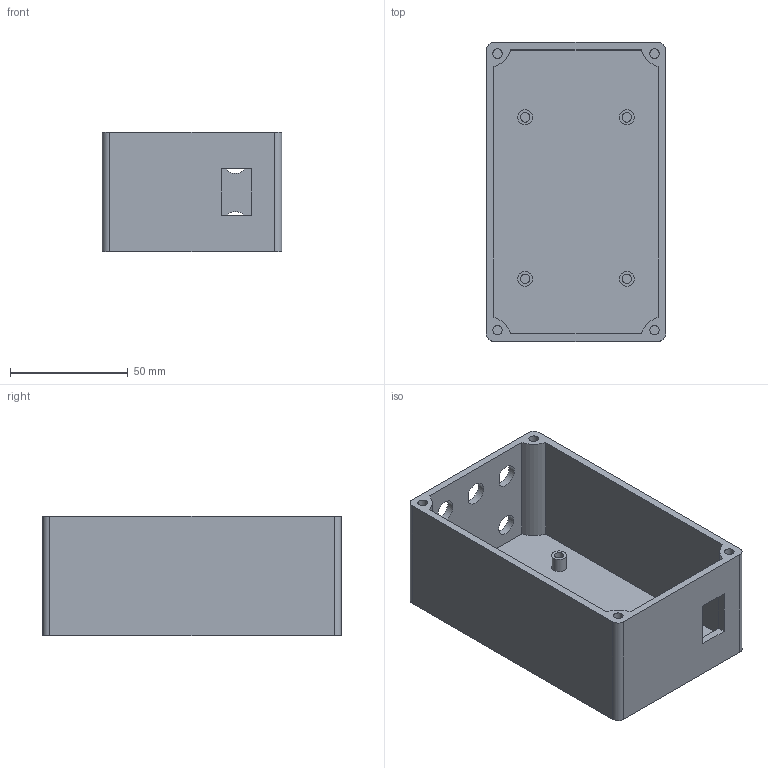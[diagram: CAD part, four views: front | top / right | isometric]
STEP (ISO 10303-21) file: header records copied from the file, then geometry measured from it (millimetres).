
FILE_DESCRIPTION(/* description */ (''),/* implementation_level */ '2;1');
FILE_NAME(/* name */ '1_Circuit.stp',/* time_stamp */ '2021-11-04T15:52:29-05:00',/* author */ ('Steve'),/* organization */ (''),/* preprocessor_version */ 'ST-DEVELOPER v18.1',/* originating_system */ 'Autodesk Inventor 2021',/* authorisation */ '');
FILE_SCHEMA (('AUTOMOTIVE_DESIGN { 1 0 10303 214 3 1 1 }'));
Length unit declared in the file: inch
Products named in the file (1): 1_Circuit
Bounding box: 76.2 x 127 x 50.8 mm (x, y, z)
Volume: 94666.8 mm3; surface area: 58049.1 mm2
Topology: 1 solids, 1 shells, 170 faces, 475 edges, 325 vertices
Faces by surface type: plane 94, bspline 52, cylinder 24
Full cylindrical faces by diameter (mm): 4.039 x8, 6.35 x4, 8.89 x1
Entity records: 6154 total; most frequent: CARTESIAN_POINT 1978, ORIENTED_EDGE 950, DIRECTION 680, EDGE_CURVE 475, VERTEX_POINT 325, LINE 296, VECTOR 296, EDGE_LOOP 198
